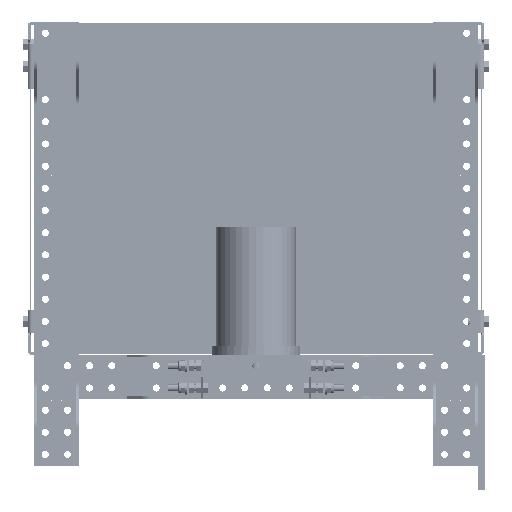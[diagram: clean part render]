
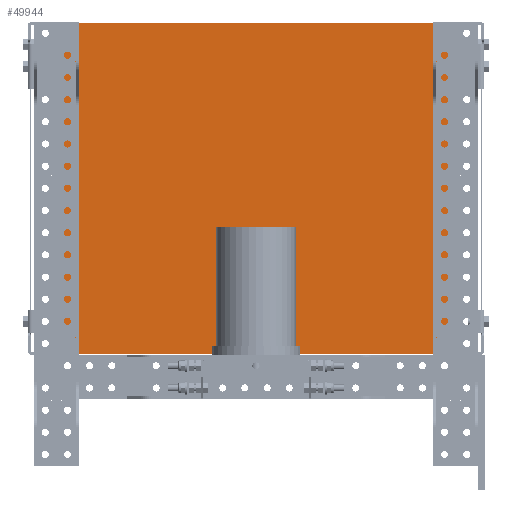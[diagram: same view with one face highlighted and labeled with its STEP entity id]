
A CAD part, front view. The second image highlights one B-rep face of the part: STEP entity #49944.
In plain terms, the highlighted planar face has unit normal (0, -1, 0).
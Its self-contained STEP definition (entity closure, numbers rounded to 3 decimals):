
#2735=FACE_BOUND('',#13660,.T.);
#2736=FACE_BOUND('',#13661,.T.);
#2737=FACE_BOUND('',#13662,.T.);
#2738=FACE_BOUND('',#13663,.T.);
#5773=CIRCLE('',#55776,8.08);
#5775=CIRCLE('',#55779,8.08);
#5777=CIRCLE('',#55782,8.08);
#5779=CIRCLE('',#55785,8.08);
#9699=FACE_OUTER_BOUND('',#13659,.T.);
#13659=EDGE_LOOP('',(#46528,#46529,#46530,#46531,#46532,#46533,#46534,#46535,
#46536,#46537,#46538,#46539,#46540,#46541,#46542,#46543,#46544,#46545,#46546,
#46547));
#13660=EDGE_LOOP('',(#46548));
#13661=EDGE_LOOP('',(#46549));
#13662=EDGE_LOOP('',(#46550));
#13663=EDGE_LOOP('',(#46551));
#17367=LINE('',#85480,#21137);
#17371=LINE('',#85488,#21141);
#17374=LINE('',#85494,#21144);
#17377=LINE('',#85500,#21147);
#17380=LINE('',#85506,#21150);
#17383=LINE('',#85512,#21153);
#17386=LINE('',#85518,#21156);
#17389=LINE('',#85524,#21159);
#17392=LINE('',#85530,#21162);
#17395=LINE('',#85536,#21165);
#17398=LINE('',#85542,#21168);
#17401=LINE('',#85548,#21171);
#17404=LINE('',#85554,#21174);
#17407=LINE('',#85560,#21177);
#17410=LINE('',#85566,#21180);
#17413=LINE('',#85572,#21183);
#17416=LINE('',#85578,#21186);
#17419=LINE('',#85584,#21189);
#17422=LINE('',#85590,#21192);
#17425=LINE('',#85595,#21195);
#21137=VECTOR('',#70503,10.);
#21141=VECTOR('',#70509,10.);
#21144=VECTOR('',#70514,10.);
#21147=VECTOR('',#70519,10.);
#21150=VECTOR('',#70524,10.);
#21153=VECTOR('',#70529,10.);
#21156=VECTOR('',#70534,10.);
#21159=VECTOR('',#70539,10.);
#21162=VECTOR('',#70544,10.);
#21165=VECTOR('',#70549,10.);
#21168=VECTOR('',#70554,10.);
#21171=VECTOR('',#70559,10.);
#21174=VECTOR('',#70564,10.);
#21177=VECTOR('',#70569,10.);
#21180=VECTOR('',#70574,10.);
#21183=VECTOR('',#70579,10.);
#21186=VECTOR('',#70584,10.);
#21189=VECTOR('',#70589,10.);
#21192=VECTOR('',#70594,10.);
#21195=VECTOR('',#70599,10.);
#25770=VERTEX_POINT('',#85456);
#25772=VERTEX_POINT('',#85462);
#25774=VERTEX_POINT('',#85468);
#25776=VERTEX_POINT('',#85474);
#25777=VERTEX_POINT('',#85478);
#25778=VERTEX_POINT('',#85479);
#25781=VERTEX_POINT('',#85487);
#25783=VERTEX_POINT('',#85493);
#25785=VERTEX_POINT('',#85499);
#25787=VERTEX_POINT('',#85505);
#25789=VERTEX_POINT('',#85511);
#25791=VERTEX_POINT('',#85517);
#25793=VERTEX_POINT('',#85523);
#25795=VERTEX_POINT('',#85529);
#25797=VERTEX_POINT('',#85535);
#25799=VERTEX_POINT('',#85541);
#25801=VERTEX_POINT('',#85547);
#25803=VERTEX_POINT('',#85553);
#25805=VERTEX_POINT('',#85559);
#25807=VERTEX_POINT('',#85565);
#25809=VERTEX_POINT('',#85571);
#25811=VERTEX_POINT('',#85577);
#25813=VERTEX_POINT('',#85583);
#25815=VERTEX_POINT('',#85589);
#32669=EDGE_CURVE('',#25770,#25770,#5773,.T.);
#32672=EDGE_CURVE('',#25772,#25772,#5775,.T.);
#32675=EDGE_CURVE('',#25774,#25774,#5777,.T.);
#32678=EDGE_CURVE('',#25776,#25776,#5779,.T.);
#32679=EDGE_CURVE('',#25777,#25778,#17367,.T.);
#32683=EDGE_CURVE('',#25781,#25778,#17371,.T.);
#32686=EDGE_CURVE('',#25783,#25781,#17374,.T.);
#32689=EDGE_CURVE('',#25785,#25783,#17377,.T.);
#32692=EDGE_CURVE('',#25787,#25785,#17380,.T.);
#32695=EDGE_CURVE('',#25787,#25789,#17383,.T.);
#32698=EDGE_CURVE('',#25791,#25789,#17386,.T.);
#32701=EDGE_CURVE('',#25793,#25791,#17389,.T.);
#32704=EDGE_CURVE('',#25795,#25793,#17392,.T.);
#32707=EDGE_CURVE('',#25795,#25797,#17395,.T.);
#32710=EDGE_CURVE('',#25799,#25797,#17398,.T.);
#32713=EDGE_CURVE('',#25801,#25799,#17401,.T.);
#32716=EDGE_CURVE('',#25803,#25801,#17404,.T.);
#32719=EDGE_CURVE('',#25805,#25803,#17407,.T.);
#32722=EDGE_CURVE('',#25805,#25807,#17410,.T.);
#32725=EDGE_CURVE('',#25809,#25807,#17413,.T.);
#32728=EDGE_CURVE('',#25809,#25811,#17416,.T.);
#32731=EDGE_CURVE('',#25813,#25811,#17419,.T.);
#32734=EDGE_CURVE('',#25813,#25815,#17422,.T.);
#32737=EDGE_CURVE('',#25777,#25815,#17425,.T.);
#46528=ORIENTED_EDGE('',*,*,#32737,.F.);
#46529=ORIENTED_EDGE('',*,*,#32679,.T.);
#46530=ORIENTED_EDGE('',*,*,#32683,.F.);
#46531=ORIENTED_EDGE('',*,*,#32686,.F.);
#46532=ORIENTED_EDGE('',*,*,#32689,.F.);
#46533=ORIENTED_EDGE('',*,*,#32692,.F.);
#46534=ORIENTED_EDGE('',*,*,#32695,.T.);
#46535=ORIENTED_EDGE('',*,*,#32698,.F.);
#46536=ORIENTED_EDGE('',*,*,#32701,.F.);
#46537=ORIENTED_EDGE('',*,*,#32704,.F.);
#46538=ORIENTED_EDGE('',*,*,#32707,.T.);
#46539=ORIENTED_EDGE('',*,*,#32710,.F.);
#46540=ORIENTED_EDGE('',*,*,#32713,.F.);
#46541=ORIENTED_EDGE('',*,*,#32716,.F.);
#46542=ORIENTED_EDGE('',*,*,#32719,.F.);
#46543=ORIENTED_EDGE('',*,*,#32722,.T.);
#46544=ORIENTED_EDGE('',*,*,#32725,.F.);
#46545=ORIENTED_EDGE('',*,*,#32728,.T.);
#46546=ORIENTED_EDGE('',*,*,#32731,.F.);
#46547=ORIENTED_EDGE('',*,*,#32734,.T.);
#46548=ORIENTED_EDGE('',*,*,#32678,.F.);
#46549=ORIENTED_EDGE('',*,*,#32675,.F.);
#46550=ORIENTED_EDGE('',*,*,#32672,.F.);
#46551=ORIENTED_EDGE('',*,*,#32669,.F.);
#47543=PLANE('',#55807);
#49944=ADVANCED_FACE('',(#9699,#2735,#2736,#2737,#2738),#47543,.F.);
#55776=AXIS2_PLACEMENT_3D('',#85458,#70478,#70479);
#55779=AXIS2_PLACEMENT_3D('',#85464,#70485,#70486);
#55782=AXIS2_PLACEMENT_3D('',#85470,#70492,#70493);
#55785=AXIS2_PLACEMENT_3D('',#85476,#70499,#70500);
#55807=AXIS2_PLACEMENT_3D('',#85598,#70603,#70604);
#70478=DIRECTION('center_axis',(0.,-1.,0.));
#70479=DIRECTION('ref_axis',(-1.,0.,0.));
#70485=DIRECTION('center_axis',(0.,-1.,0.));
#70486=DIRECTION('ref_axis',(-1.,0.,0.));
#70492=DIRECTION('center_axis',(0.,-1.,0.));
#70493=DIRECTION('ref_axis',(-1.,0.,0.));
#70499=DIRECTION('center_axis',(0.,-1.,0.));
#70500=DIRECTION('ref_axis',(-1.,0.,0.));
#70503=DIRECTION('',(1.,0.,0.));
#70509=DIRECTION('',(0.,0.,1.));
#70514=DIRECTION('',(-1.,0.,0.));
#70519=DIRECTION('',(0.,0.,-1.));
#70524=DIRECTION('',(-1.,0.,0.));
#70529=DIRECTION('',(0.,0.,1.));
#70534=DIRECTION('',(1.,0.,0.));
#70539=DIRECTION('',(0.,0.,-1.));
#70544=DIRECTION('',(-1.,0.,0.));
#70549=DIRECTION('',(0.,0.,1.));
#70554=DIRECTION('',(1.,0.,0.));
#70559=DIRECTION('',(0.,0.,-1.));
#70564=DIRECTION('',(1.,0.,0.));
#70569=DIRECTION('',(0.,0.,1.));
#70574=DIRECTION('',(-1.,0.,0.));
#70579=DIRECTION('',(0.,0.,1.));
#70584=DIRECTION('',(1.,0.,0.));
#70589=DIRECTION('',(0.,0.,1.));
#70594=DIRECTION('',(-1.,0.,0.));
#70599=DIRECTION('',(0.,0.,1.));
#70603=DIRECTION('center_axis',(0.,1.,0.));
#70604=DIRECTION('ref_axis',(-1.,0.,0.));
#85456=CARTESIAN_POINT('',(433.08,-500.,725.));
#85458=CARTESIAN_POINT('Origin',(425.,-500.,725.));
#85462=CARTESIAN_POINT('',(-416.92,-500.,725.));
#85464=CARTESIAN_POINT('Origin',(-425.,-500.,725.));
#85468=CARTESIAN_POINT('',(-416.92,-500.,25.));
#85470=CARTESIAN_POINT('Origin',(-425.,-500.,25.));
#85474=CARTESIAN_POINT('',(433.08,-500.,25.));
#85476=CARTESIAN_POINT('Origin',(425.,-500.,25.));
#85478=CARTESIAN_POINT('',(-440.,-500.,10.));
#85479=CARTESIAN_POINT('',(-433.,-500.,10.));
#85480=CARTESIAN_POINT('',(-440.,-500.,10.));
#85487=CARTESIAN_POINT('',(-433.,-500.,2.));
#85488=CARTESIAN_POINT('',(-433.,-500.,2.));
#85493=CARTESIAN_POINT('',(433.,-500.,2.));
#85494=CARTESIAN_POINT('',(433.,-500.,2.));
#85499=CARTESIAN_POINT('',(433.,-500.,10.));
#85500=CARTESIAN_POINT('',(433.,-500.,10.));
#85505=CARTESIAN_POINT('',(440.,-500.,10.));
#85506=CARTESIAN_POINT('',(440.,-500.,10.));
#85511=CARTESIAN_POINT('',(440.,-500.,40.));
#85512=CARTESIAN_POINT('',(440.,-500.,10.));
#85517=CARTESIAN_POINT('',(433.,-500.,40.));
#85518=CARTESIAN_POINT('',(433.,-500.,40.));
#85523=CARTESIAN_POINT('',(433.,-500.,710.));
#85524=CARTESIAN_POINT('',(433.,-500.,710.));
#85529=CARTESIAN_POINT('',(440.,-500.,710.));
#85530=CARTESIAN_POINT('',(440.,-500.,710.));
#85535=CARTESIAN_POINT('',(440.,-500.,740.));
#85536=CARTESIAN_POINT('',(440.,-500.,710.));
#85541=CARTESIAN_POINT('',(433.,-500.,740.));
#85542=CARTESIAN_POINT('',(433.,-500.,740.));
#85547=CARTESIAN_POINT('',(433.,-500.,748.));
#85548=CARTESIAN_POINT('',(433.,-500.,748.));
#85553=CARTESIAN_POINT('',(-433.,-500.,748.));
#85554=CARTESIAN_POINT('',(-433.,-500.,748.));
#85559=CARTESIAN_POINT('',(-433.,-500.,740.));
#85560=CARTESIAN_POINT('',(-433.,-500.,740.));
#85565=CARTESIAN_POINT('',(-440.,-500.,740.));
#85566=CARTESIAN_POINT('',(-433.,-500.,740.));
#85571=CARTESIAN_POINT('',(-440.,-500.,710.));
#85572=CARTESIAN_POINT('',(-440.,-500.,710.));
#85577=CARTESIAN_POINT('',(-433.,-500.,710.));
#85578=CARTESIAN_POINT('',(-440.,-500.,710.));
#85583=CARTESIAN_POINT('',(-433.,-500.,40.));
#85584=CARTESIAN_POINT('',(-433.,-500.,40.));
#85589=CARTESIAN_POINT('',(-440.,-500.,40.));
#85590=CARTESIAN_POINT('',(-433.,-500.,40.));
#85595=CARTESIAN_POINT('',(-440.,-500.,10.));
#85598=CARTESIAN_POINT('Origin',(0.,-500.,375.));
